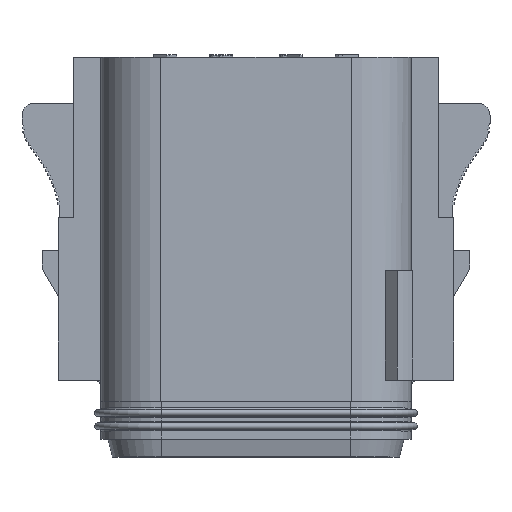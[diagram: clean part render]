
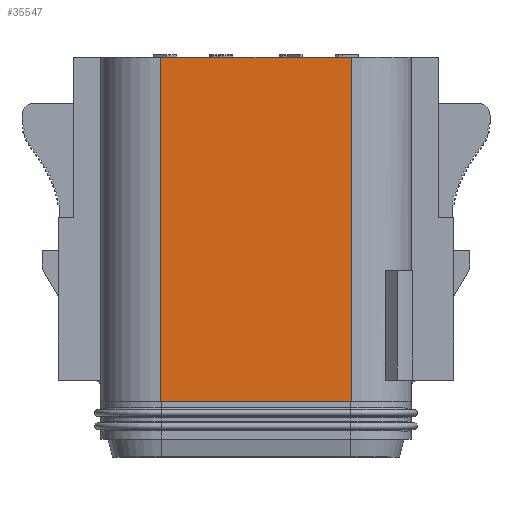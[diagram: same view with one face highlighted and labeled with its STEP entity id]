
A CAD part, top view. The second image highlights one B-rep face of the part: STEP entity #35547.
In plain terms, the highlighted planar face has unit normal (0, 0, 1).
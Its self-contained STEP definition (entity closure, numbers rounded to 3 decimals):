
#3408=DIRECTION('',(1.,0.,0.));
#3409=VECTOR('',#3408,14.95);
#3410=CARTESIAN_POINT('',(-7.475,31.,9.875));
#3411=LINE('',#3410,#3409);
#11584=DIRECTION('',(0.,-1.,0.));
#11585=VECTOR('',#11584,27.1);
#11586=CARTESIAN_POINT('',(-7.475,31.,9.875));
#11587=LINE('',#11586,#11585);
#11588=DIRECTION('',(0.,-1.,0.));
#11589=VECTOR('',#11588,27.1);
#11590=CARTESIAN_POINT('',(7.475,31.,9.875));
#11591=LINE('',#11590,#11589);
#11592=DIRECTION('',(1.,0.,0.));
#11593=VECTOR('',#11592,14.95);
#11594=CARTESIAN_POINT('',(-7.475,3.9,9.875));
#11595=LINE('',#11594,#11593);
#17149=CARTESIAN_POINT('',(-7.475,3.9,9.875));
#17151=VERTEX_POINT('',#17149);
#17155=CARTESIAN_POINT('',(-7.475,31.,9.875));
#17156=VERTEX_POINT('',#17155);
#17158=CARTESIAN_POINT('',(7.475,3.9,9.875));
#17160=VERTEX_POINT('',#17158);
#17161=CARTESIAN_POINT('',(7.475,31.,9.875));
#17162=VERTEX_POINT('',#17161);
#35536=CARTESIAN_POINT('',(-12.225,0.,9.875));
#35537=DIRECTION('',(0.,0.,1.));
#35538=DIRECTION('',(1.,0.,0.));
#35539=AXIS2_PLACEMENT_3D('',#35536,#35537,#35538);
#35540=PLANE('',#35539);
#35541=ORIENTED_EDGE('',*,*,#22447,.F.);
#35542=ORIENTED_EDGE('',*,*,#23513,.T.);
#35543=ORIENTED_EDGE('',*,*,#35521,.T.);
#35544=ORIENTED_EDGE('',*,*,#22403,.F.);
#35545=EDGE_LOOP('',(#35541,#35542,#35543,#35544));
#35546=FACE_OUTER_BOUND('',#35545,.F.);
#35547=ADVANCED_FACE('',(#35546),#35540,.T.);
#22403=EDGE_CURVE('',#17151,#17160,#11595,.T.);
#22447=EDGE_CURVE('',#17156,#17151,#11587,.T.);
#23513=EDGE_CURVE('',#17156,#17162,#3411,.T.);
#35521=EDGE_CURVE('',#17162,#17160,#11591,.T.);
